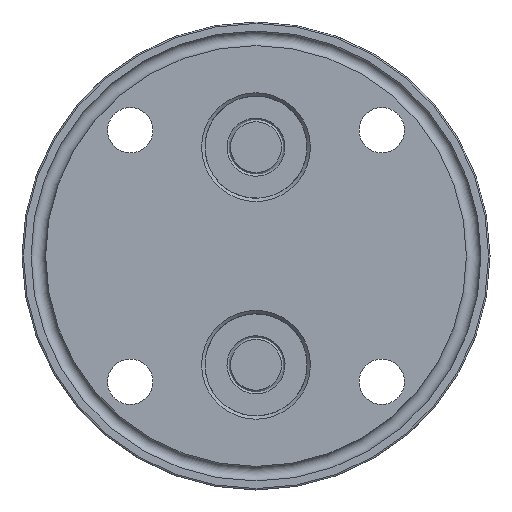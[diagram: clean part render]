
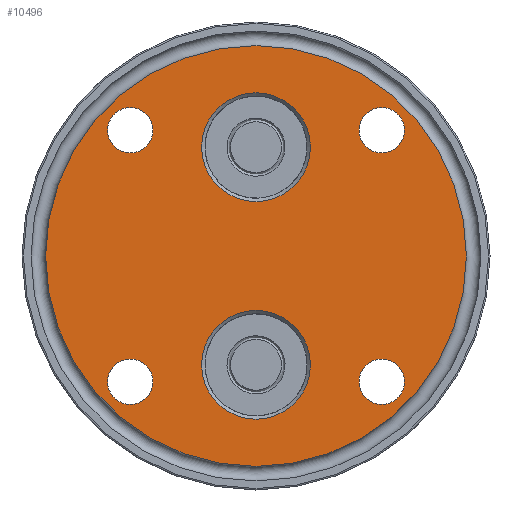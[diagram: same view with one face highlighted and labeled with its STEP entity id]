
A CAD part, front view. The second image highlights one B-rep face of the part: STEP entity #10496.
In plain terms, the highlighted planar face has unit normal (0, -1, 0).
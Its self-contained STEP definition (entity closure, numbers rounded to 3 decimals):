
#938=FACE_BOUND('',#2005,.T.);
#939=FACE_BOUND('',#2006,.T.);
#940=FACE_BOUND('',#2007,.T.);
#941=FACE_BOUND('',#2008,.T.);
#942=FACE_BOUND('',#2009,.T.);
#943=FACE_BOUND('',#2010,.T.);
#1418=PLANE('',#11090);
#1481=FACE_OUTER_BOUND('',#2004,.T.);
#2004=EDGE_LOOP('',(#7133));
#2005=EDGE_LOOP('',(#7134));
#2006=EDGE_LOOP('',(#7135));
#2007=EDGE_LOOP('',(#7136));
#2008=EDGE_LOOP('',(#7137));
#2009=EDGE_LOOP('',(#7138));
#2010=EDGE_LOOP('',(#7139));
#3984=CIRCLE('',#11087,7.5);
#3987=CIRCLE('',#11091,29.);
#3988=CIRCLE('',#11092,7.5);
#3989=CIRCLE('',#11093,3.125);
#3990=CIRCLE('',#11094,3.125);
#3991=CIRCLE('',#11095,3.125);
#3992=CIRCLE('',#11096,3.125);
#4080=VERTEX_POINT('',#13765);
#4083=VERTEX_POINT('',#13773);
#4084=VERTEX_POINT('',#13775);
#4085=VERTEX_POINT('',#13777);
#4086=VERTEX_POINT('',#13779);
#4087=VERTEX_POINT('',#13781);
#4088=VERTEX_POINT('',#13783);
#5551=EDGE_CURVE('',#4080,#4080,#3984,.T.);
#5555=EDGE_CURVE('',#4083,#4083,#3987,.T.);
#5556=EDGE_CURVE('',#4084,#4084,#3988,.T.);
#5557=EDGE_CURVE('',#4085,#4085,#3989,.T.);
#5558=EDGE_CURVE('',#4086,#4086,#3990,.T.);
#5559=EDGE_CURVE('',#4087,#4087,#3991,.T.);
#5560=EDGE_CURVE('',#4088,#4088,#3992,.T.);
#7133=ORIENTED_EDGE('',*,*,#5555,.F.);
#7134=ORIENTED_EDGE('',*,*,#5556,.F.);
#7135=ORIENTED_EDGE('',*,*,#5557,.T.);
#7136=ORIENTED_EDGE('',*,*,#5558,.T.);
#7137=ORIENTED_EDGE('',*,*,#5559,.T.);
#7138=ORIENTED_EDGE('',*,*,#5560,.T.);
#7139=ORIENTED_EDGE('',*,*,#5551,.F.);
#10496=ADVANCED_FACE('',(#1481,#938,#939,#940,#941,#942,#943),#1418,.T.);
#11087=AXIS2_PLACEMENT_3D('',#13766,#11799,#11800);
#11090=AXIS2_PLACEMENT_3D('',#13772,#11806,#11807);
#11091=AXIS2_PLACEMENT_3D('',#13774,#11808,#11809);
#11092=AXIS2_PLACEMENT_3D('',#13776,#11810,#11811);
#11093=AXIS2_PLACEMENT_3D('',#13778,#11812,#11813);
#11094=AXIS2_PLACEMENT_3D('',#13780,#11814,#11815);
#11095=AXIS2_PLACEMENT_3D('',#13782,#11816,#11817);
#11096=AXIS2_PLACEMENT_3D('',#13784,#11818,#11819);
#11799=DIRECTION('center_axis',(0.,-1.,0.));
#11800=DIRECTION('ref_axis',(0.,0.,1.));
#11806=DIRECTION('center_axis',(0.,-1.,0.));
#11807=DIRECTION('ref_axis',(0.,0.,-1.));
#11808=DIRECTION('center_axis',(0.,1.,0.));
#11809=DIRECTION('ref_axis',(1.,0.,0.));
#11810=DIRECTION('center_axis',(0.,-1.,0.));
#11811=DIRECTION('ref_axis',(0.,0.,-1.));
#11812=DIRECTION('center_axis',(0.,1.,0.));
#11813=DIRECTION('ref_axis',(0.,0.,
1.));
#11814=DIRECTION('center_axis',(0.,1.,0.));
#11815=DIRECTION('ref_axis',(-1.,0.,0.));
#11816=DIRECTION('center_axis',(0.,1.,0.));
#11817=DIRECTION('ref_axis',(0.,0.,
-1.));
#11818=DIRECTION('center_axis',(0.,1.,0.));
#11819=DIRECTION('ref_axis',(1.,0.,0.));
#13765=CARTESIAN_POINT('',(0.,0.,-22.5));
#13766=CARTESIAN_POINT('Origin',(0.,0.,-15.));
#13772=CARTESIAN_POINT('Origin',(0.,0.,22.));
#13773=CARTESIAN_POINT('',(0.,0.,-29.));
#13774=CARTESIAN_POINT('Origin',(0.,0.,0.));
#13775=CARTESIAN_POINT('',(0.,0.,
22.5));
#13776=CARTESIAN_POINT('Origin',(0.,0.,15.));
#13777=CARTESIAN_POINT('',(17.324,0.,14.199));
#13778=CARTESIAN_POINT('Origin',(17.324,0.,
17.324));
#13779=CARTESIAN_POINT('',(-14.199,0.,17.324));
#13780=CARTESIAN_POINT('Origin',(-17.324,0.,
17.324));
#13781=CARTESIAN_POINT('',(-17.324,0.,-14.199));
#13782=CARTESIAN_POINT('Origin',(-17.324,0.,
-17.324));
#13783=CARTESIAN_POINT('',(14.199,0.,-17.324));
#13784=CARTESIAN_POINT('Origin',(17.324,0.,
-17.324));
